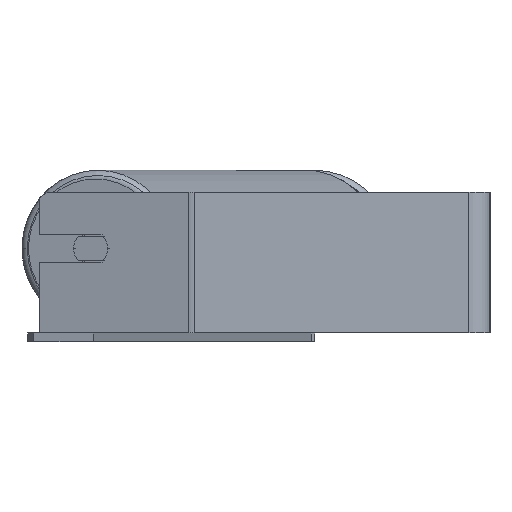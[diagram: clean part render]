
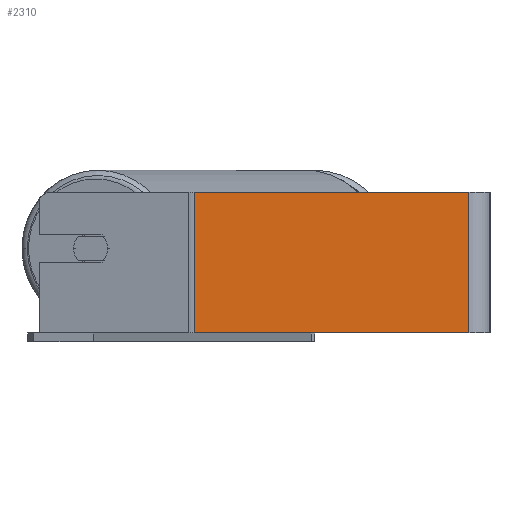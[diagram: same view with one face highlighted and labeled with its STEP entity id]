
A CAD part, left-side view. The second image highlights one B-rep face of the part: STEP entity #2310.
In plain terms, the highlighted planar face has unit normal (-1, 0, 0).
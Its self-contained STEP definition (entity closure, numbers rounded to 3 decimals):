
#148 = DIRECTION ( 'NONE',  ( 0., 0., -1. ) ) ;
#421 = LINE ( 'NONE', #7551, #4457 ) ;
#626 = CARTESIAN_POINT ( 'NONE',  ( -745., 167.995, -40. ) ) ;
#654 = EDGE_CURVE ( 'NONE', #6170, #4961, #1790, .T. ) ;
#902 = DIRECTION ( 'NONE',  ( 0., 0., -1. ) ) ;
#1132 = AXIS2_PLACEMENT_3D ( 'NONE', #7998, #7412, #902 ) ;
#1554 = LINE ( 'NONE', #4421, #7921 ) ;
#1790 = LINE ( 'NONE', #8889, #7809 ) ;
#1878 = CARTESIAN_POINT ( 'NONE',  ( -745., 12., -40. ) ) ;
#2310 = ADVANCED_FACE ( 'NONE', ( #8651 ), #4344, .F. ) ;
#2578 = EDGE_CURVE ( 'NONE', #6924, #4622, #421, .T. ) ;
#2594 = ORIENTED_EDGE ( 'NONE', *, *, #3024, .F. ) ;
#2737 = EDGE_LOOP ( 'NONE', ( #7806, #2594, #4899, #7732 ) ) ;
#3024 = EDGE_CURVE ( 'NONE', #4622, #4961, #5139, .T. ) ;
#3558 = DIRECTION ( 'NONE',  ( 0., 0., -1. ) ) ;
#4344 = PLANE ( 'NONE',  #1132 ) ;
#4421 = CARTESIAN_POINT ( 'NONE',  ( -745., 167.995, 40. ) ) ;
#4457 = VECTOR ( 'NONE', #9007, 1000. ) ;
#4622 = VERTEX_POINT ( 'NONE', #7294 ) ;
#4826 = DIRECTION ( 'NONE',  ( 0., -1., 0. ) ) ;
#4891 = CARTESIAN_POINT ( 'NONE',  ( -745., 167.995, 40. ) ) ;
#4899 = ORIENTED_EDGE ( 'NONE', *, *, #2578, .F. ) ;
#4961 = VERTEX_POINT ( 'NONE', #1878 ) ;
#5139 = LINE ( 'NONE', #7147, #6299 ) ;
#6170 = VERTEX_POINT ( 'NONE', #626 ) ;
#6299 = VECTOR ( 'NONE', #3558, 1000. ) ;
#6924 = VERTEX_POINT ( 'NONE', #4891 ) ;
#7147 = CARTESIAN_POINT ( 'NONE',  ( -745., 12., 40. ) ) ;
#7294 = CARTESIAN_POINT ( 'NONE',  ( -745., 12., 40. ) ) ;
#7412 = DIRECTION ( 'NONE',  ( 1., 0., 0. ) ) ;
#7551 = CARTESIAN_POINT ( 'NONE',  ( -745., 169.575, 40. ) ) ;
#7732 = ORIENTED_EDGE ( 'NONE', *, *, #9262, .T. ) ;
#7806 = ORIENTED_EDGE ( 'NONE', *, *, #654, .T. ) ;
#7809 = VECTOR ( 'NONE', #4826, 1000. ) ;
#7921 = VECTOR ( 'NONE', #148, 1000. ) ;
#7998 = CARTESIAN_POINT ( 'NONE',  ( -745., 169.575, 40. ) ) ;
#8651 = FACE_OUTER_BOUND ( 'NONE', #2737, .T. ) ;
#8889 = CARTESIAN_POINT ( 'NONE',  ( -745., 169.575, -40. ) ) ;
#9007 = DIRECTION ( 'NONE',  ( 0., -1., 0. ) ) ;
#9262 = EDGE_CURVE ( 'NONE', #6924, #6170, #1554, .T. ) ;
